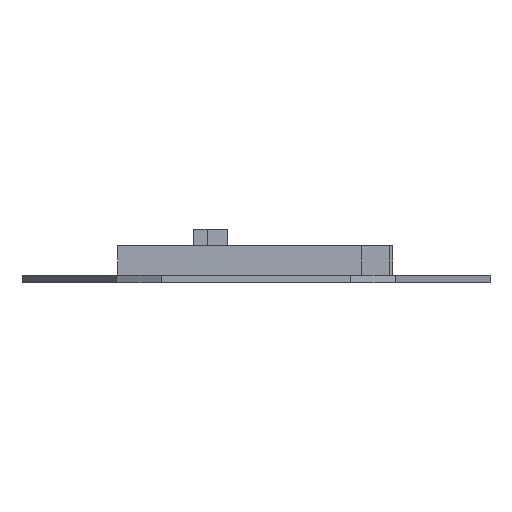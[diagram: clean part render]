
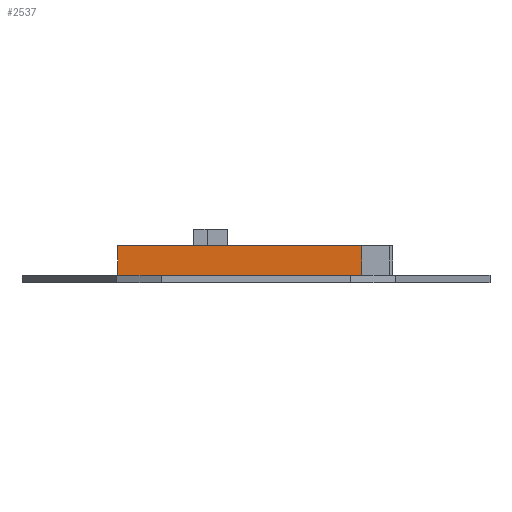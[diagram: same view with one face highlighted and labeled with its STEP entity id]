
A CAD part, left-side view. The second image highlights one B-rep face of the part: STEP entity #2537.
In plain terms, the highlighted planar face has unit normal (-1, 0, 0).
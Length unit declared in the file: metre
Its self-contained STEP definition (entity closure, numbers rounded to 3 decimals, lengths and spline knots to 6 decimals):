
#186=LINE('',#3640,#402);
#336=LINE('',#4158,#552);
#338=LINE('',#4162,#554);
#339=LINE('',#4164,#555);
#402=VECTOR('',#2918,1.);
#552=VECTOR('',#3354,1.);
#554=VECTOR('',#3358,1.);
#555=VECTOR('',#3359,1.);
#1081=ORIENTED_EDGE('',*,*,#1290,.F.);
#1082=ORIENTED_EDGE('',*,*,#1496,.F.);
#1083=ORIENTED_EDGE('',*,*,#1497,.T.);
#1084=ORIENTED_EDGE('',*,*,#1494,.T.);
#1290=EDGE_CURVE('',#1604,#1605,#186,.T.);
#1494=EDGE_CURVE('',#1765,#1605,#336,.T.);
#1496=EDGE_CURVE('',#1766,#1604,#338,.T.);
#1497=EDGE_CURVE('',#1766,#1765,#339,.T.);
#1604=VERTEX_POINT('',#3639);
#1605=VERTEX_POINT('',#3641);
#1765=VERTEX_POINT('',#4159);
#1766=VERTEX_POINT('',#4163);
#2032=EDGE_LOOP('',(#1081,#1082,#1083,#1084));
#2326=FACE_BOUND('',#2032,.T.);
#2413=PLANE('',#2768);
#2537=ADVANCED_FACE('',(#2326),#2413,.T.);
#2768=AXIS2_PLACEMENT_3D('',#4161,#3356,#3357);
#2918=DIRECTION('',(0.,1.,0.));
#3354=DIRECTION('',(0.,0.,-1.));
#3356=DIRECTION('',(-1.,0.,0.));
#3357=DIRECTION('',(0.,-1.,0.));
#3358=DIRECTION('',(0.,0.,-1.));
#3359=DIRECTION('',(0.,1.,0.));
#3639=CARTESIAN_POINT('',(0.024834,0.024491,0.003));
#3640=CARTESIAN_POINT('',(0.024834,0.071998,0.003));
#3641=CARTESIAN_POINT('',(0.024834,0.119505,0.003));
#4158=CARTESIAN_POINT('',(0.024834,0.119505,0.0145));
#4159=CARTESIAN_POINT('',(0.024834,0.119505,0.0145));
#4161=CARTESIAN_POINT('',(0.024834,0.071998,0.0145));
#4162=CARTESIAN_POINT('',(0.024834,0.024491,0.0145));
#4163=CARTESIAN_POINT('',(0.024834,0.024491,0.0145));
#4164=CARTESIAN_POINT('',(0.024834,0.071998,0.0145));
